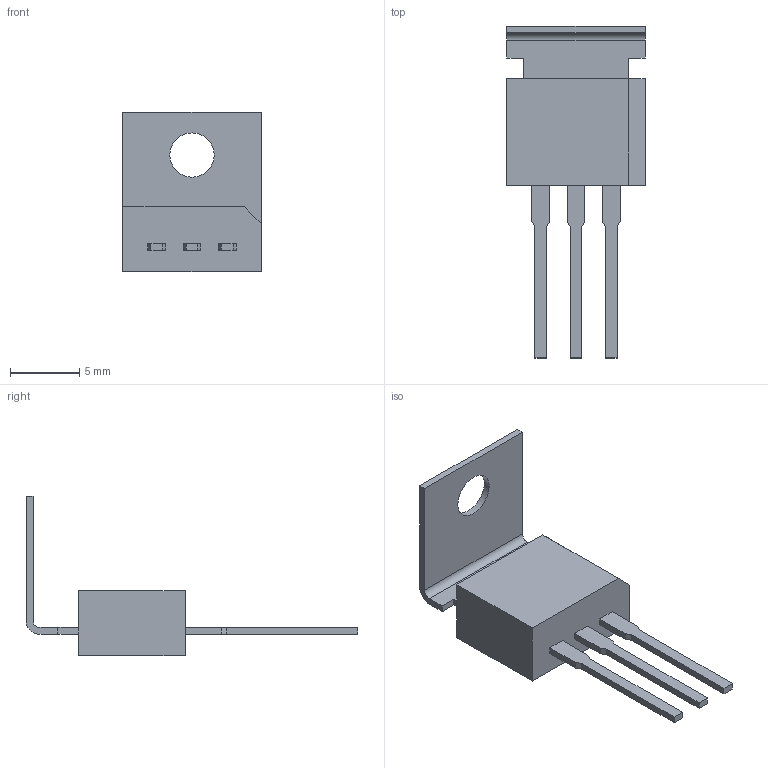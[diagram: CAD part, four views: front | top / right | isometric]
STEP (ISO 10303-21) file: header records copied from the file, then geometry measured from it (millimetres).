
FILE_DESCRIPTION(('FreeCAD Model'),'2;1');
FILE_NAME('Open CASCADE Shape Model','2024-05-22T00:43:53',(''),(''), 'Open CASCADE STEP processor 7.6','FreeCAD','Unknown');
FILE_SCHEMA(('AUTOMOTIVE_DESIGN { 1 0 10303 214 1 1 1 1 }'));
Length unit declared in the file: millimetre
Products named in the file (1): FlagHoleHole
Bounding box: 10 x 24 x 11.55 mm (x, y, z)
Volume: 433.3 mm3; surface area: 678.5 mm2
Topology: 1 solids, 1 shells, 53 faces, 138 edges, 90 vertices
Faces by surface type: plane 50, cylinder 3
Full cylindrical faces by diameter (mm): 3.2 x1
Entity records: 1616 total; most frequent: CARTESIAN_POINT 282, ORIENTED_EDGE 276, DIRECTION 252, EDGE_CURVE 138, LINE 132, VECTOR 132, VERTEX_POINT 90, AXIS2_PLACEMENT_3D 60
